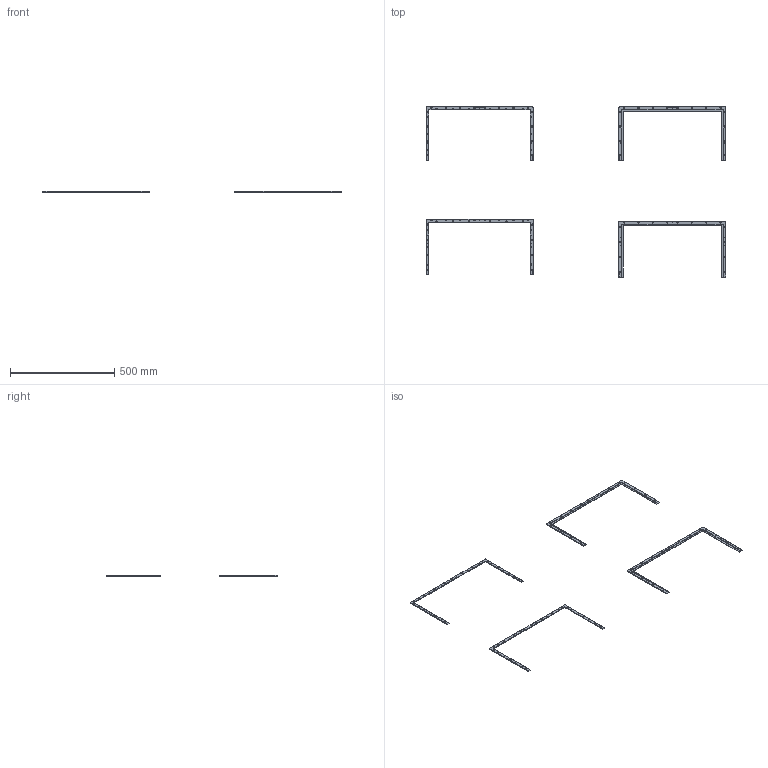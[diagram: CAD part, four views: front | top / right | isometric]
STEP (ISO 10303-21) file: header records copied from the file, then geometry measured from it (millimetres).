
FILE_DESCRIPTION(/* description */ (''),/* implementation_level */ '2;1');
FILE_NAME(/* name */ 'V2 Panels 2.step',/* time_stamp */ '2021-08-17T22:50:28-04:00',/* author */ (''),/* organization */ (''),/* preprocessor_version */ 'ST-DEVELOPER v18.1',/* originating_system */ 'Autodesk Translation Framework v10.9.0.1377',/* authorisation */ '');
FILE_SCHEMA (('AUTOMOTIVE_DESIGN { 1 0 10303 214 3 1 1 }'));
Length unit declared in the file: millimetre
Products named in the file (5): V2 Panels 2 v50; Top_Panel; Top_Panel_with_Handle; Side_Panel; Side_Panel_With_270_Hinge
Assembly tree (4 placements, depth 2):
  V2 Panels 2 v50
    Top_Panel
    Top_Panel_with_Handle
    Side_Panel
    Side_Panel_With_270_Hinge
Bounding box: 1438.15 x 816.64 x 5 mm (x, y, z)
Volume: 617785.9 mm3; surface area: 423535.4 mm2
Topology: 20 solids, 20 shells, 1204 faces, 2704 edges, 1654 vertices
Faces by surface type: plane 546, cylinder 352, cone 266, sphere 40
Full cylindrical faces by diameter (mm): 3.4 x60, 5.4 x4, 5.9 x60, 6.1 x156
Entity records: 33407 total; most frequent: DIRECTION 6120, CARTESIAN_POINT 5683, ORIENTED_EDGE 5332, EDGE_CURVE 2666, AXIS2_PLACEMENT_3D 2316, VERTEX_POINT 1654, LINE 1488, VECTOR 1488
